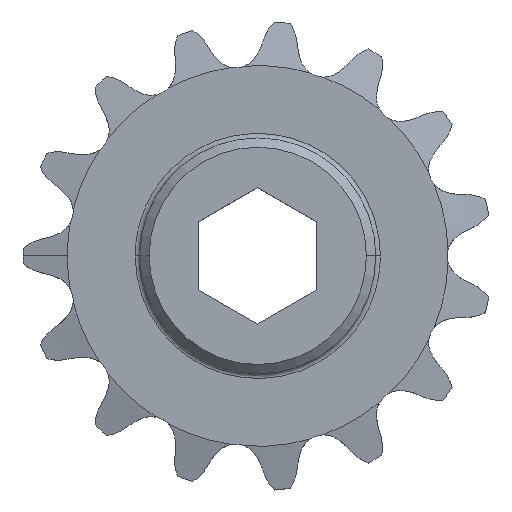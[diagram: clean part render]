
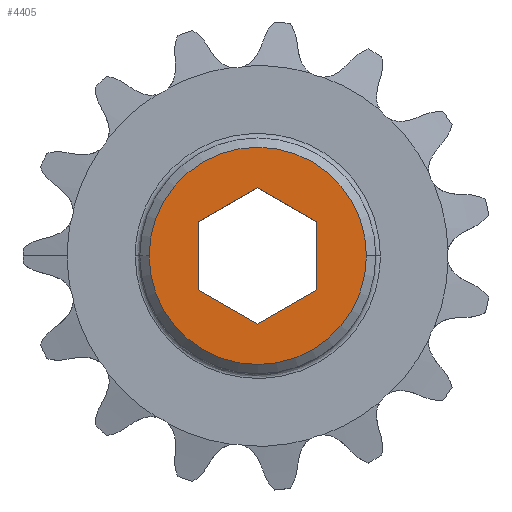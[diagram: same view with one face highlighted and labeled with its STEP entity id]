
A CAD part, top view. The second image highlights one B-rep face of the part: STEP entity #4405.
In plain terms, the highlighted planar face has unit normal (0, 0, 1).
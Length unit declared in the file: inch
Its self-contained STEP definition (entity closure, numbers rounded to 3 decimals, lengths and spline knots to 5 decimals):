
#264 = CARTESIAN_POINT ( 'NONE',  ( -0.2505, 0.14463, 0.33575 ) ) ;
#293 = LINE ( 'NONE', #1697, #5824 ) ;
#426 = EDGE_LOOP ( 'NONE', ( #4971, #4859 ) ) ;
#600 = VERTEX_POINT ( 'NONE', #264 ) ;
#604 = AXIS2_PLACEMENT_3D ( 'NONE', #4168, #3629, #6185 ) ;
#641 = DIRECTION ( 'NONE',  ( 0., 0., 1. ) ) ;
#826 = CARTESIAN_POINT ( 'NONE',  ( 0.2505, -0.14463, 0.33575 ) ) ;
#959 = VERTEX_POINT ( 'NONE', #2083 ) ;
#1279 = DIRECTION ( 'NONE',  ( -0.866, 0.5, 0. ) ) ;
#1328 = VERTEX_POINT ( 'NONE', #3277 ) ;
#1344 = LINE ( 'NONE', #5662, #5113 ) ;
#1347 = EDGE_CURVE ( 'NONE', #5885, #600, #6106, .T. ) ;
#1525 = CARTESIAN_POINT ( 'NONE',  ( 0.2505, -0.14463, 0.33575 ) ) ;
#1641 = EDGE_CURVE ( 'NONE', #600, #1766, #293, .T. ) ;
#1691 = DIRECTION ( 'NONE',  ( 0.866, -0.5, 0. ) ) ;
#1692 = ORIENTED_EDGE ( 'NONE', *, *, #1641, .F. ) ;
#1697 = CARTESIAN_POINT ( 'NONE',  ( -0.2505, 0.14463, 0.33575 ) ) ;
#1709 = ORIENTED_EDGE ( 'NONE', *, *, #3476, .F. ) ;
#1766 = VERTEX_POINT ( 'NONE', #3923 ) ;
#1929 = CIRCLE ( 'NONE', #604, 0.46063 ) ;
#2013 = FACE_BOUND ( 'NONE', #5626, .T. ) ;
#2063 = ORIENTED_EDGE ( 'NONE', *, *, #1347, .F. ) ;
#2083 = CARTESIAN_POINT ( 'NONE',  ( 0.46063, 0., 0.33575 ) ) ;
#2140 = AXIS2_PLACEMENT_3D ( 'NONE', #5392, #2979, #5908 ) ;
#2168 = DIRECTION ( 'NONE',  ( 0.866, 0.5, 0. ) ) ;
#2297 = DIRECTION ( 'NONE',  ( 0., 1., 0. ) ) ;
#2487 = FACE_OUTER_BOUND ( 'NONE', #426, .T. ) ;
#2583 = DIRECTION ( 'NONE',  ( -1., 0., 0. ) ) ;
#2663 = VERTEX_POINT ( 'NONE', #4004 ) ;
#2668 = ORIENTED_EDGE ( 'NONE', *, *, #4355, .F. ) ;
#2703 = LINE ( 'NONE', #3688, #3057 ) ;
#2750 = DIRECTION ( 'NONE',  ( 0., -1., 0. ) ) ;
#2965 = VECTOR ( 'NONE', #3209, 39.37008 ) ;
#2979 = DIRECTION ( 'NONE',  ( 0., 0., 1. ) ) ;
#3057 = VECTOR ( 'NONE', #2168, 39.37008 ) ;
#3162 = EDGE_CURVE ( 'NONE', #1766, #4071, #4211, .T. ) ;
#3209 = DIRECTION ( 'NONE',  ( -0.866, -0.5, 0. ) ) ;
#3277 = CARTESIAN_POINT ( 'NONE',  ( 0.2505, 0.14463, 0.33575 ) ) ;
#3439 = EDGE_CURVE ( 'NONE', #959, #2663, #3854, .T. ) ;
#3476 = EDGE_CURVE ( 'NONE', #4071, #4409, #2703, .T. ) ;
#3517 = EDGE_CURVE ( 'NONE', #2663, #959, #1929, .T. ) ;
#3629 = DIRECTION ( 'NONE',  ( 0., 0., 1. ) ) ;
#3688 = CARTESIAN_POINT ( 'NONE',  ( 0., -0.28925, 0.33575 ) ) ;
#3854 = CIRCLE ( 'NONE', #5694, 0.46063 ) ;
#3923 = CARTESIAN_POINT ( 'NONE',  ( -0.2505, -0.14463, 0.33575 ) ) ;
#4004 = CARTESIAN_POINT ( 'NONE',  ( -0.46063, 0., 0.33575 ) ) ;
#4071 = VERTEX_POINT ( 'NONE', #4319 ) ;
#4168 = CARTESIAN_POINT ( 'NONE',  ( 0., 0., 0.33575 ) ) ;
#4211 = LINE ( 'NONE', #6158, #6080 ) ;
#4319 = CARTESIAN_POINT ( 'NONE',  ( 0., -0.28925, 0.33575 ) ) ;
#4355 = EDGE_CURVE ( 'NONE', #4409, #1328, #5645, .T. ) ;
#4405 = ADVANCED_FACE ( 'NONE', ( #2013, #2487 ), #5360, .T. ) ;
#4409 = VERTEX_POINT ( 'NONE', #1525 ) ;
#4484 = ORIENTED_EDGE ( 'NONE', *, *, #3162, .F. ) ;
#4658 = CARTESIAN_POINT ( 'NONE',  ( 0., 0.28925, 0.33575 ) ) ;
#4859 = ORIENTED_EDGE ( 'NONE', *, *, #3439, .T. ) ;
#4971 = ORIENTED_EDGE ( 'NONE', *, *, #3517, .T. ) ;
#5006 = CARTESIAN_POINT ( 'NONE',  ( 0., 0., 0.33575 ) ) ;
#5050 = CARTESIAN_POINT ( 'NONE',  ( 0., 0.28925, 0.33575 ) ) ;
#5113 = VECTOR ( 'NONE', #1279, 39.37008 ) ;
#5288 = VECTOR ( 'NONE', #2297, 39.37008 ) ;
#5360 = PLANE ( 'NONE',  #2140 ) ;
#5392 = CARTESIAN_POINT ( 'NONE',  ( 0., 0., 0.33575 ) ) ;
#5521 = ORIENTED_EDGE ( 'NONE', *, *, #6079, .F. ) ;
#5626 = EDGE_LOOP ( 'NONE', ( #1709, #4484, #1692, #2063, #5521, #2668 ) ) ;
#5645 = LINE ( 'NONE', #826, #5288 ) ;
#5662 = CARTESIAN_POINT ( 'NONE',  ( 0.2505, 0.14463, 0.33575 ) ) ;
#5694 = AXIS2_PLACEMENT_3D ( 'NONE', #5006, #641, #2583 ) ;
#5824 = VECTOR ( 'NONE', #2750, 39.37008 ) ;
#5885 = VERTEX_POINT ( 'NONE', #5050 ) ;
#5908 = DIRECTION ( 'NONE',  ( 1., 0., 0. ) ) ;
#6079 = EDGE_CURVE ( 'NONE', #1328, #5885, #1344, .T. ) ;
#6080 = VECTOR ( 'NONE', #1691, 39.37008 ) ;
#6106 = LINE ( 'NONE', #4658, #2965 ) ;
#6158 = CARTESIAN_POINT ( 'NONE',  ( -0.2505, -0.14463, 0.33575 ) ) ;
#6185 = DIRECTION ( 'NONE',  ( -1., 0., 0. ) ) ;
